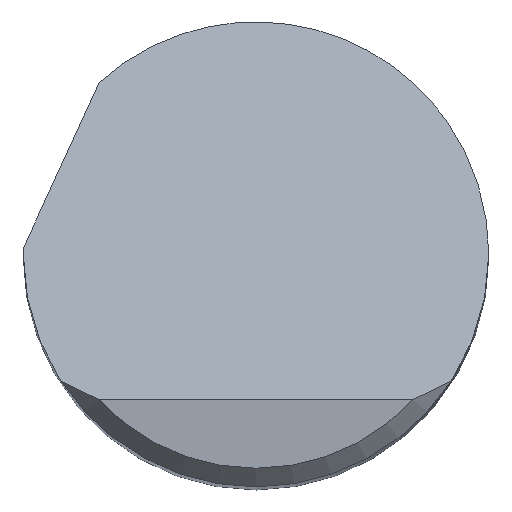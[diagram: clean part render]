
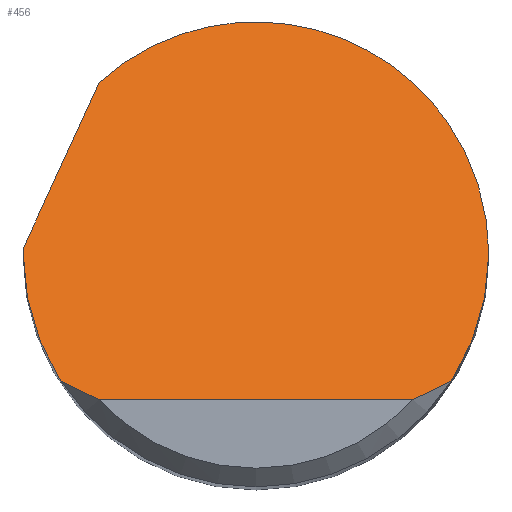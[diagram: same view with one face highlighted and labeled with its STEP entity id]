
A CAD part, top view. The second image highlights one B-rep face of the part: STEP entity #456.
In plain terms, the highlighted planar face has unit normal (0, 0.707, 0.707).
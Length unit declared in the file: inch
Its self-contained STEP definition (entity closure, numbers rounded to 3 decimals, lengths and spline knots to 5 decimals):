
#42 = DIRECTION ( 'NONE',  ( 0.308, 0.673, -0.673 ) ) ;
#49 = CARTESIAN_POINT ( 'NONE',  ( -0.1875, 0.00167, 3.38083 ) ) ;
#56 = VECTOR ( 'NONE', #42, 39.37008 ) ;
#78 = EDGE_LOOP ( 'NONE', ( #1268, #1466, #1207, #1449, #771, #128, #1102, #408 ) ) ;
#83 = CARTESIAN_POINT ( 'NONE',  ( 0.157, -0.1025, 3.485 ) ) ;
#128 = ORIENTED_EDGE ( 'NONE', *, *, #712, .F. ) ;
#132 = CARTESIAN_POINT ( 'NONE',  ( -0.12625, 0.13863, 3.24387 ) ) ;
#136 = CARTESIAN_POINT ( 'NONE',  ( -0.18743, 0.005, 3.3775 ) ) ;
#141 =( BOUNDED_CURVE ( )  B_SPLINE_CURVE ( 3, ( #1342, #49, #1057, #1448 ),
 .UNSPECIFIED., .F., .T. ) 
 B_SPLINE_CURVE_WITH_KNOTS ( ( 4, 4 ),
 ( 4.71239, 4.73906 ),
 .UNSPECIFIED. ) 
 CURVE ( )  GEOMETRIC_REPRESENTATION_ITEM ( )  RATIONAL_B_SPLINE_CURVE ( ( 1., 1., 1., 1. ) ) 
 REPRESENTATION_ITEM ( '' )  );
#213 =( BOUNDED_CURVE ( )  B_SPLINE_CURVE ( 3, ( #865, #238, #268, #1422 ),
 .UNSPECIFIED., .F., .T. ) 
 B_SPLINE_CURVE_WITH_KNOTS ( ( 4, 4 ),
 ( 4.13401, 4.71239 ),
 .UNSPECIFIED. ) 
 CURVE ( )  GEOMETRIC_REPRESENTATION_ITEM ( )  RATIONAL_B_SPLINE_CURVE ( ( 1., 0.972, 0.972, 1. ) ) 
 REPRESENTATION_ITEM ( '' )  );
#238 = CARTESIAN_POINT ( 'NONE',  ( -0.17704, -0.0718, 3.4543 ) ) ;
#255 = EDGE_CURVE ( 'NONE', #1160, #1607, #1413, .T. ) ;
#268 = CARTESIAN_POINT ( 'NONE',  ( -0.1875, -0.03666, 3.41916 ) ) ;
#271 = VECTOR ( 'NONE', #1014, 39.37008 ) ;
#322 = VERTEX_POINT ( 'NONE', #1108 ) ;
#340 = VERTEX_POINT ( 'NONE', #1148 ) ;
#365 = CARTESIAN_POINT ( 'NONE',  ( 0., -0.1175, 3.5 ) ) ;
#392 = CARTESIAN_POINT ( 'NONE',  ( -0.14711, -0.10785, 3.49035 ) ) ;
#401 = EDGE_CURVE ( 'NONE', #1455, #1160, #786, .T. ) ;
#408 = ORIENTED_EDGE ( 'NONE', *, *, #529, .T. ) ;
#421 = LINE ( 'NONE', #1282, #56 ) ;
#425 = EDGE_CURVE ( 'NONE', #1028, #1455, #421, .T. ) ;
#430 = FACE_OUTER_BOUND ( 'NONE', #78, .T. ) ;
#456 = ADVANCED_FACE ( 'NONE', ( #430 ), #1310, .F. ) ;
#529 = EDGE_CURVE ( 'NONE', #322, #340, #1242, .T. ) ;
#582 = CARTESIAN_POINT ( 'NONE',  ( 0.12629, -0.1175, 3.5 ) ) ;
#669 = CARTESIAN_POINT ( 'NONE',  ( 0.1875, 0., 3.3825 ) ) ;
#672 = CARTESIAN_POINT ( 'NONE',  ( 0.14711, -0.10785, 3.49035 ) ) ;
#681 = DIRECTION ( 'NONE',  ( 0., 0.707, -0.707 ) ) ;
#698 = CARTESIAN_POINT ( 'NONE',  ( 0.12629, -0.1175, 3.5 ) ) ;
#712 = EDGE_CURVE ( 'NONE', #1499, #1028, #141, .T. ) ;
#744 = CARTESIAN_POINT ( 'NONE',  ( 0.1875, 0., 3.3825 ) ) ;
#771 = ORIENTED_EDGE ( 'NONE', *, *, #425, .F. ) ;
#773 = CARTESIAN_POINT ( 'NONE',  ( 0.014, 0.26635, 3.11615 ) ) ;
#786 =( BOUNDED_CURVE ( )  B_SPLINE_CURVE ( 3, ( #1015, #773, #921, #669 ),
 .UNSPECIFIED., .F., .F. ) 
 B_SPLINE_CURVE_WITH_KNOTS ( ( 4, 4 ),
 ( 5.54449, 7.85398 ),
 .UNSPECIFIED. ) 
 CURVE ( )  GEOMETRIC_REPRESENTATION_ITEM ( )  RATIONAL_B_SPLINE_CURVE ( ( 1., 0.603, 0.603, 1. ) ) 
 REPRESENTATION_ITEM ( '' )  );
#865 = CARTESIAN_POINT ( 'NONE',  ( -0.157, -0.1025, 3.485 ) ) ;
#875 = CARTESIAN_POINT ( 'NONE',  ( 0.1875, 0., 3.3825 ) ) ;
#892 = CARTESIAN_POINT ( 'NONE',  ( -0.1369, -0.11288, 3.49538 ) ) ;
#921 = CARTESIAN_POINT ( 'NONE',  ( 0.1875, 0.18969, 3.19281 ) ) ;
#950 = CARTESIAN_POINT ( 'NONE',  ( 0.1369, -0.11288, 3.49538 ) ) ;
#981 = LINE ( 'NONE', #365, #271 ) ;
#1014 = DIRECTION ( 'NONE',  ( 1., 0., 0. ) ) ;
#1015 = CARTESIAN_POINT ( 'NONE',  ( -0.12625, 0.13863, 3.24387 ) ) ;
#1028 = VERTEX_POINT ( 'NONE', #136 ) ;
#1042 = CARTESIAN_POINT ( 'NONE',  ( -0.157, -0.1025, 3.485 ) ) ;
#1057 = CARTESIAN_POINT ( 'NONE',  ( -0.18748, 0.00333, 3.37917 ) ) ;
#1102 = ORIENTED_EDGE ( 'NONE', *, *, #1608, .F. ) ;
#1108 = CARTESIAN_POINT ( 'NONE',  ( -0.157, -0.1025, 3.485 ) ) ;
#1115 = CARTESIAN_POINT ( 'NONE',  ( 0.17704, -0.0718, 3.4543 ) ) ;
#1139 = CARTESIAN_POINT ( 'NONE',  ( 0.1875, -0.03666, 3.41916 ) ) ;
#1148 = CARTESIAN_POINT ( 'NONE',  ( -0.12629, -0.1175, 3.5 ) ) ;
#1160 = VERTEX_POINT ( 'NONE', #875 ) ;
#1174 = DIRECTION ( 'NONE',  ( 0., -0.707, -0.707 ) ) ;
#1204 = EDGE_CURVE ( 'NONE', #1366, #1607, #1624, .T. ) ;
#1207 = ORIENTED_EDGE ( 'NONE', *, *, #255, .F. ) ;
#1242 = B_SPLINE_CURVE_WITH_KNOTS ( 'NONE', 3,
 ( #1042, #392, #892, #1404 ),
 .UNSPECIFIED., .F., .F.,
 ( 4, 4 ),
 ( 0., 0.00095 ),
 .UNSPECIFIED. ) ;
#1268 = ORIENTED_EDGE ( 'NONE', *, *, #1579, .T. ) ;
#1282 = CARTESIAN_POINT ( 'NONE',  ( -0.23821, -0.10589, 3.48839 ) ) ;
#1310 = PLANE ( 'NONE',  #1594 ) ;
#1342 = CARTESIAN_POINT ( 'NONE',  ( -0.1875, 0., 3.3825 ) ) ;
#1360 = CARTESIAN_POINT ( 'NONE',  ( 0.157, -0.1025, 3.485 ) ) ;
#1366 = VERTEX_POINT ( 'NONE', #582 ) ;
#1384 = CARTESIAN_POINT ( 'NONE',  ( 0.157, -0.1025, 3.485 ) ) ;
#1404 = CARTESIAN_POINT ( 'NONE',  ( -0.12629, -0.1175, 3.5 ) ) ;
#1413 =( BOUNDED_CURVE ( )  B_SPLINE_CURVE ( 3, ( #744, #1139, #1115, #1384 ),
 .UNSPECIFIED., .F., .T. ) 
 B_SPLINE_CURVE_WITH_KNOTS ( ( 4, 4 ),
 ( 1.5708, 2.14917 ),
 .UNSPECIFIED. ) 
 CURVE ( )  GEOMETRIC_REPRESENTATION_ITEM ( )  RATIONAL_B_SPLINE_CURVE ( ( 1., 0.972, 0.972, 1. ) ) 
 REPRESENTATION_ITEM ( '' )  );
#1422 = CARTESIAN_POINT ( 'NONE',  ( -0.1875, 0., 3.3825 ) ) ;
#1448 = CARTESIAN_POINT ( 'NONE',  ( -0.18743, 0.005, 3.3775 ) ) ;
#1449 = ORIENTED_EDGE ( 'NONE', *, *, #401, .F. ) ;
#1455 = VERTEX_POINT ( 'NONE', #132 ) ;
#1466 = ORIENTED_EDGE ( 'NONE', *, *, #1204, .T. ) ;
#1499 = VERTEX_POINT ( 'NONE', #1619 ) ;
#1558 = CARTESIAN_POINT ( 'NONE',  ( -0.1875, -0.1175, 3.5 ) ) ;
#1579 = EDGE_CURVE ( 'NONE', #340, #1366, #981, .T. ) ;
#1594 = AXIS2_PLACEMENT_3D ( 'NONE', #1558, #1174, #681 ) ;
#1607 = VERTEX_POINT ( 'NONE', #1360 ) ;
#1608 = EDGE_CURVE ( 'NONE', #322, #1499, #213, .T. ) ;
#1619 = CARTESIAN_POINT ( 'NONE',  ( -0.1875, 0., 3.3825 ) ) ;
#1624 = B_SPLINE_CURVE_WITH_KNOTS ( 'NONE', 3,
 ( #698, #950, #672, #83 ),
 .UNSPECIFIED., .F., .F.,
 ( 4, 4 ),
 ( 0., 0.00095 ),
 .UNSPECIFIED. ) ;
